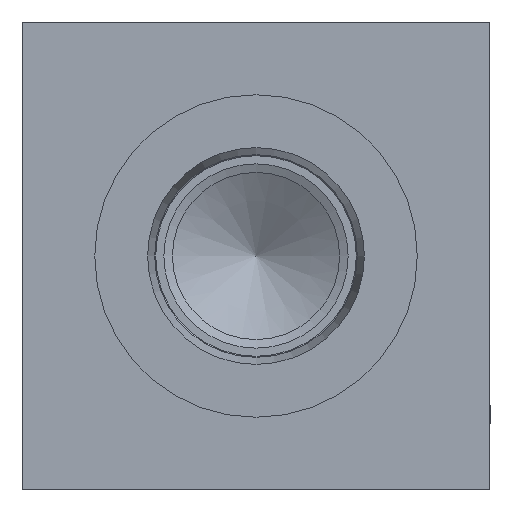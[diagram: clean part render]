
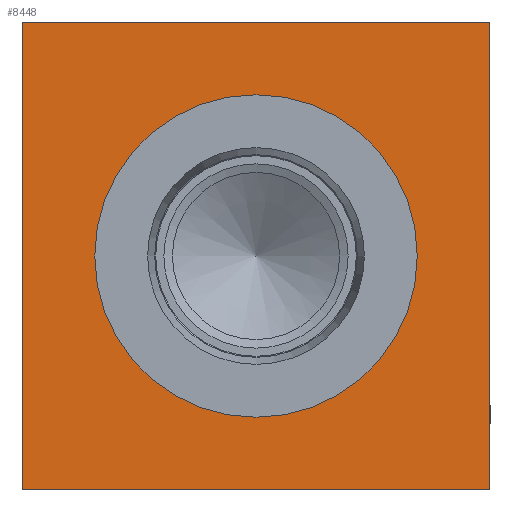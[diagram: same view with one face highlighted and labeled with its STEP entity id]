
A CAD part, left-side view. The second image highlights one B-rep face of the part: STEP entity #8448.
In plain terms, the highlighted planar face has unit normal (-1, 0, 0).
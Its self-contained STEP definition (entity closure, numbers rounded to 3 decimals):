
#314=CIRCLE('',#8998,15.316);
#315=CIRCLE('',#8999,15.316);
#379=FACE_BOUND('',#1555,.T.);
#625=PLANE('',#9012);
#1062=FACE_OUTER_BOUND('',#1554,.T.);
#1554=EDGE_LOOP('',(#7571,#7572,#7573,#7574));
#1555=EDGE_LOOP('',(#7575,#7576));
#1852=LINE('',#13004,#2616);
#2328=LINE('',#14562,#3092);
#2329=LINE('',#14563,#3093);
#2330=LINE('',#14564,#3094);
#2616=VECTOR('',#9446,10.);
#3092=VECTOR('',#10866,10.);
#3093=VECTOR('',#10867,10.);
#3094=VECTOR('',#10868,10.);
#3604=VERTEX_POINT('',#12997);
#3607=VERTEX_POINT('',#13002);
#4078=VERTEX_POINT('',#14531);
#4079=VERTEX_POINT('',#14532);
#4088=VERTEX_POINT('',#14560);
#4089=VERTEX_POINT('',#14561);
#4554=EDGE_CURVE('',#3607,#3604,#1852,.T.);
#5244=EDGE_CURVE('',#4078,#4079,#314,.T.);
#5245=EDGE_CURVE('',#4079,#4078,#315,.T.);
#5258=EDGE_CURVE('',#4088,#4089,#2328,.T.);
#5259=EDGE_CURVE('',#4089,#3604,#2329,.T.);
#5260=EDGE_CURVE('',#4088,#3607,#2330,.T.);
#7571=ORIENTED_EDGE('',*,*,#5258,.T.);
#7572=ORIENTED_EDGE('',*,*,#5259,.T.);
#7573=ORIENTED_EDGE('',*,*,#4554,.F.);
#7574=ORIENTED_EDGE('',*,*,#5260,.F.);
#7575=ORIENTED_EDGE('',*,*,#5244,.T.);
#7576=ORIENTED_EDGE('',*,*,#5245,.T.);
#8448=ADVANCED_FACE('',(#1062,#379),#625,.T.);
#8998=AXIS2_PLACEMENT_3D('',#14533,#10832,#10833);
#8999=AXIS2_PLACEMENT_3D('',#14534,#10834,#10835);
#9012=AXIS2_PLACEMENT_3D('',#14559,#10864,#10865);
#9446=DIRECTION('',(0.,-1.,0.));
#10832=DIRECTION('center_axis',(1.,0.,0.));
#10833=DIRECTION('ref_axis',(0.,0.,1.));
#10834=DIRECTION('center_axis',(1.,0.,0.));
#10835=DIRECTION('ref_axis',(0.,0.,1.));
#10864=DIRECTION('center_axis',(-1.,0.,0.));
#10865=DIRECTION('ref_axis',(0.,-1.,0.));
#10866=DIRECTION('',(0.,-1.,0.));
#10867=DIRECTION('',(0.,0.,1.));
#10868=DIRECTION('',(0.,0.,1.));
#12997=CARTESIAN_POINT('',(0.,0.,44.45));
#13002=CARTESIAN_POINT('',(0.,44.45,44.45));
#13004=CARTESIAN_POINT('',(0.,44.45,44.45));
#14531=CARTESIAN_POINT('',(0.,22.225,37.541));
#14532=CARTESIAN_POINT('',(0.,22.225,6.909));
#14533=CARTESIAN_POINT('Origin',(0.,22.225,22.225));
#14534=CARTESIAN_POINT('Origin',(0.,22.225,22.225));
#14559=CARTESIAN_POINT('Origin',(0.,44.45,0.));
#14560=CARTESIAN_POINT('',(0.,44.45,0.));
#14561=CARTESIAN_POINT('',(0.,0.,0.));
#14562=CARTESIAN_POINT('',(0.,44.45,0.));
#14563=CARTESIAN_POINT('',(0.,0.,0.));
#14564=CARTESIAN_POINT('',(0.,44.45,0.));
